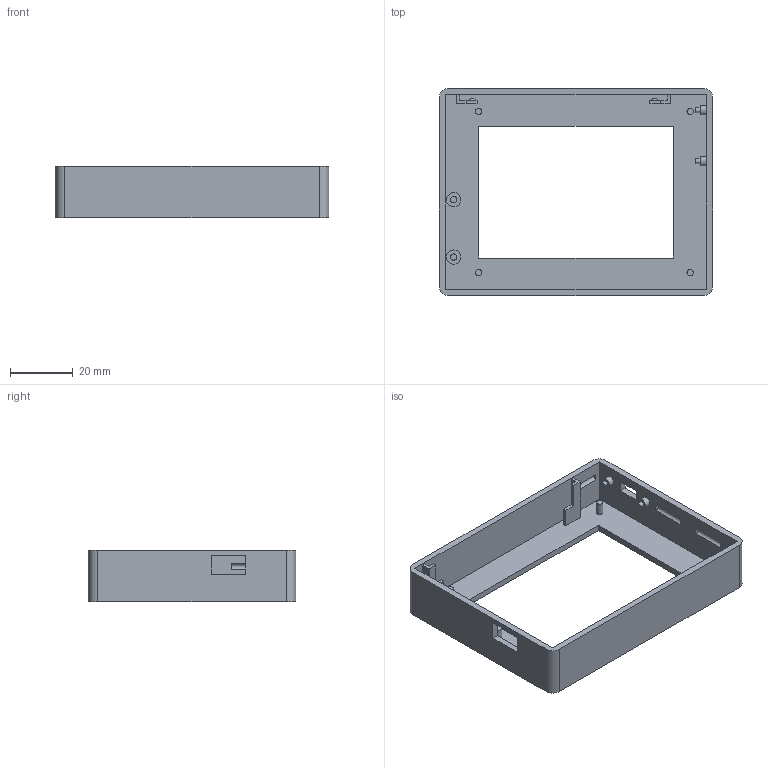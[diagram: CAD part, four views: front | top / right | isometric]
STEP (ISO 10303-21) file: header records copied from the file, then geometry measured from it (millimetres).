
FILE_DESCRIPTION(/* description */ (''),/* implementation_level */ '2;1');
FILE_NAME(/* name */ 'Front Case v24.step',/* time_stamp */ '2021-07-23T12:23:13-05:00',/* author */ (''),/* organization */ (''),/* preprocessor_version */ 'ST-DEVELOPER v18.1',/* originating_system */ 'Autodesk Translation Framework v10.9.0.1377',/* authorisation */ '');
FILE_SCHEMA (('AUTOMOTIVE_DESIGN { 1 0 10303 214 3 1 1 }'));
Length unit declared in the file: millimetre
Products named in the file (1): Front Case
Bounding box: 87 x 66 x 16.5 mm (x, y, z)
Volume: 14960.6 mm3; surface area: 16667.6 mm2
Topology: 1 solids, 1 shells, 102 faces, 224 edges, 149 vertices
Faces by surface type: plane 74, cylinder 26, bspline 2
Full cylindrical faces by diameter (mm): 1.5 x2, 2 x6, 3 x2, 4.5 x2
Entity records: 2887 total; most frequent: CARTESIAN_POINT 528, DIRECTION 484, ORIENTED_EDGE 448, EDGE_CURVE 224, LINE 166, VECTOR 166, AXIS2_PLACEMENT_3D 159, VERTEX_POINT 149
